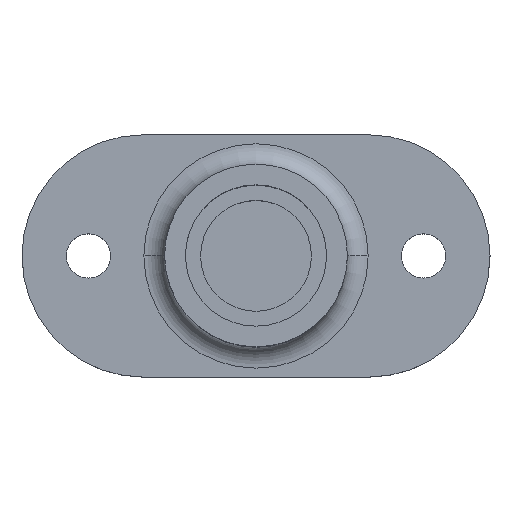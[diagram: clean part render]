
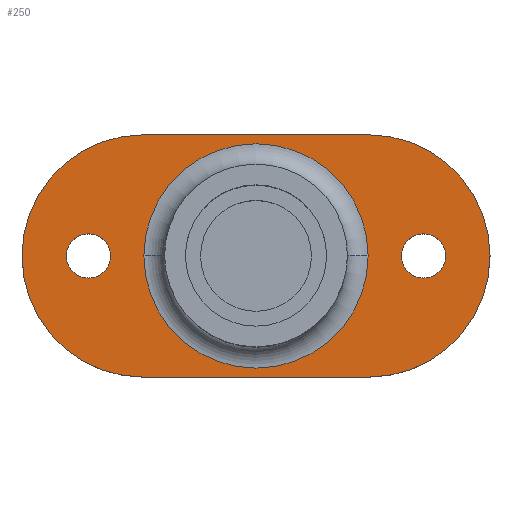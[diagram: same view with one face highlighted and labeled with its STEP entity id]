
A CAD part, top view. The second image highlights one B-rep face of the part: STEP entity #250.
In plain terms, the highlighted planar face has unit normal (0, 0, 1).
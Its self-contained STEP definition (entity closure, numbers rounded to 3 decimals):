
#135=CARTESIAN_POINT('Vertex',(51.3,0.,7.)) ;
#140=CARTESIAN_POINT('Line Origine',(35.,0.,7.)) ;
#144=CARTESIAN_POINT('Vertex',(18.7,0.,7.)) ;
#166=CARTESIAN_POINT('Axis2P3D Location',(0.,0.,7.)) ;
#171=CARTESIAN_POINT('Axis2P3D Location',(18.7,17.5,7.)) ;
#175=CARTESIAN_POINT('Vertex',(18.7,35.,7.)) ;
#178=CARTESIAN_POINT('Axis2P3D Location',(51.3,17.5,7.)) ;
#182=CARTESIAN_POINT('Vertex',(51.3,35.,7.)) ;
#185=CARTESIAN_POINT('Line Origine',(35.,35.,7.)) ;
#196=CARTESIAN_POINT('Axis2P3D Location',(35.,17.5,7.)) ;
#200=CARTESIAN_POINT('Vertex',(51.2,17.5,7.)) ;
#202=CARTESIAN_POINT('Vertex',(18.8,17.5,7.)) ;
#205=CARTESIAN_POINT('Axis2P3D Location',(35.,17.5,7.)) ;
#214=CARTESIAN_POINT('Axis2P3D Location',(59.2,17.5,7.)) ;
#218=CARTESIAN_POINT('Vertex',(62.4,17.5,7.)) ;
#220=CARTESIAN_POINT('Vertex',(56.,17.5,7.)) ;
#223=CARTESIAN_POINT('Axis2P3D Location',(59.2,17.5,7.)) ;
#232=CARTESIAN_POINT('Axis2P3D Location',(10.8,17.5,7.)) ;
#236=CARTESIAN_POINT('Vertex',(14.,17.5,7.)) ;
#238=CARTESIAN_POINT('Vertex',(7.6,17.5,7.)) ;
#241=CARTESIAN_POINT('Axis2P3D Location',(10.8,17.5,7.)) ;
#142=VECTOR('Line Direction',#141,1.) ;
#187=VECTOR('Line Direction',#186,1.) ;
#141=DIRECTION('Vector Direction',(1.,0.,0.)) ;
#167=DIRECTION('Axis2P3D Direction',(0.,0.,1.)) ;
#168=DIRECTION('Axis2P3D XDirection',(1.,0.,0.)) ;
#172=DIRECTION('Axis2P3D Direction',(0.,0.,1.)) ;
#179=DIRECTION('Axis2P3D Direction',(0.,0.,1.)) ;
#186=DIRECTION('Vector Direction',(-1.,0.,0.)) ;
#197=DIRECTION('Axis2P3D Direction',(0.,0.,1.)) ;
#206=DIRECTION('Axis2P3D Direction',(0.,0.,1.)) ;
#215=DIRECTION('Axis2P3D Direction',(0.,0.,1.)) ;
#224=DIRECTION('Axis2P3D Direction',(0.,0.,1.)) ;
#233=DIRECTION('Axis2P3D Direction',(0.,0.,1.)) ;
#242=DIRECTION('Axis2P3D Direction',(0.,0.,1.)) ;
#169=AXIS2_PLACEMENT_3D('Plane Axis2P3D',#166,#167,#168) ;
#173=AXIS2_PLACEMENT_3D('Circle Axis2P3D',#171,#172,$) ;
#180=AXIS2_PLACEMENT_3D('Circle Axis2P3D',#178,#179,$) ;
#198=AXIS2_PLACEMENT_3D('Circle Axis2P3D',#196,#197,$) ;
#207=AXIS2_PLACEMENT_3D('Circle Axis2P3D',#205,#206,$) ;
#216=AXIS2_PLACEMENT_3D('Circle Axis2P3D',#214,#215,$) ;
#225=AXIS2_PLACEMENT_3D('Circle Axis2P3D',#223,#224,$) ;
#234=AXIS2_PLACEMENT_3D('Circle Axis2P3D',#232,#233,$) ;
#243=AXIS2_PLACEMENT_3D('Circle Axis2P3D',#241,#242,$) ;
#143=LINE('Line',#140,#142) ;
#188=LINE('Line',#185,#187) ;
#174=CIRCLE('generated circle',#173,17.5) ;
#181=CIRCLE('generated circle',#180,17.5) ;
#199=CIRCLE('generated circle',#198,16.2) ;
#208=CIRCLE('generated circle',#207,16.2) ;
#217=CIRCLE('generated circle',#216,3.2) ;
#226=CIRCLE('generated circle',#225,3.2) ;
#235=CIRCLE('generated circle',#234,3.2) ;
#244=CIRCLE('generated circle',#243,3.2) ;
#170=PLANE('',#169) ;
#213=FACE_BOUND('',#210,.T.) ;
#231=FACE_BOUND('',#228,.T.) ;
#249=FACE_BOUND('',#246,.T.) ;
#146=EDGE_CURVE('',#145,#136,#143,.T.) ;
#177=EDGE_CURVE('',#176,#145,#174,.T.) ;
#184=EDGE_CURVE('',#136,#183,#181,.T.) ;
#189=EDGE_CURVE('',#183,#176,#188,.T.) ;
#204=EDGE_CURVE('',#201,#203,#199,.F.) ;
#209=EDGE_CURVE('',#203,#201,#208,.F.) ;
#222=EDGE_CURVE('',#219,#221,#217,.T.) ;
#227=EDGE_CURVE('',#221,#219,#226,.T.) ;
#240=EDGE_CURVE('',#237,#239,#235,.T.) ;
#245=EDGE_CURVE('',#239,#237,#244,.T.) ;
#191=ORIENTED_EDGE('',*,*,#177,.T.) ;
#192=ORIENTED_EDGE('',*,*,#146,.T.) ;
#193=ORIENTED_EDGE('',*,*,#184,.T.) ;
#194=ORIENTED_EDGE('',*,*,#189,.T.) ;
#211=ORIENTED_EDGE('',*,*,#204,.T.) ;
#212=ORIENTED_EDGE('',*,*,#209,.T.) ;
#229=ORIENTED_EDGE('',*,*,#222,.F.) ;
#230=ORIENTED_EDGE('',*,*,#227,.F.) ;
#247=ORIENTED_EDGE('',*,*,#240,.F.) ;
#248=ORIENTED_EDGE('',*,*,#245,.F.) ;
#190=EDGE_LOOP('',(#191,#192,#193,#194)) ;
#210=EDGE_LOOP('',(#211,#212)) ;
#228=EDGE_LOOP('',(#229,#230)) ;
#246=EDGE_LOOP('',(#247,#248)) ;
#136=VERTEX_POINT('',#135) ;
#145=VERTEX_POINT('',#144) ;
#176=VERTEX_POINT('',#175) ;
#183=VERTEX_POINT('',#182) ;
#201=VERTEX_POINT('',#200) ;
#203=VERTEX_POINT('',#202) ;
#219=VERTEX_POINT('',#218) ;
#221=VERTEX_POINT('',#220) ;
#237=VERTEX_POINT('',#236) ;
#239=VERTEX_POINT('',#238) ;
#250=ADVANCED_FACE('Corps principal',(#195,#213,#231,#249),#170,.T.) ;
#195=FACE_OUTER_BOUND('',#190,.T.) ;
